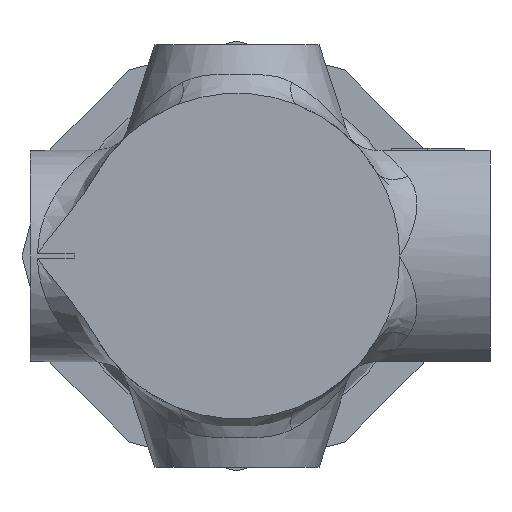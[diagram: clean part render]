
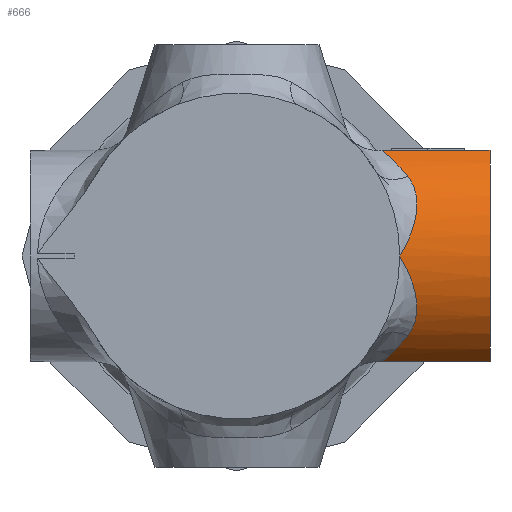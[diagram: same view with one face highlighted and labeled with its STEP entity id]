
A CAD part, front view. The second image highlights one B-rep face of the part: STEP entity #666.
In plain terms, the highlighted cylindrical face has radius 11.3 mm (diameter 22.6 mm), a partial arc.
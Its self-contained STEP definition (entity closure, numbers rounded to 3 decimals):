
#86 = EDGE_CURVE ( 'NONE', #6661, #1581, #7989, .T. ) ;
#97 = CARTESIAN_POINT ( 'NONE',  ( 15.409, -6.966, -7.155 ) ) ;
#143 = CARTESIAN_POINT ( 'NONE',  ( 15.474, -9.423, 1.511 ) ) ;
#187 = CARTESIAN_POINT ( 'NONE',  ( 15.587, -7.153, 6.926 ) ) ;
#268 = CARTESIAN_POINT ( 'NONE',  ( 16.181, -8.211, 5.29 ) ) ;
#318 = LINE ( 'NONE', #2876, #3204 ) ;
#319 = DIRECTION ( 'NONE',  ( 1., 0., 0. ) ) ;
#517 = CARTESIAN_POINT ( 'NONE',  ( 13.095, -4.3, 9.525 ) ) ;
#588 = CARTESIAN_POINT ( 'NONE',  ( 16.018, -9.097, -3.082 ) ) ;
#625 = CARTESIAN_POINT ( 'NONE',  ( 15.469, -9.425, -1.5 ) ) ;
#666 = ADVANCED_FACE ( 'NONE', ( #6513 ), #3324, .T. ) ;
#761 = CARTESIAN_POINT ( 'NONE',  ( 15.043, -6.579, -7.628 ) ) ;
#763 = VERTEX_POINT ( 'NONE', #6808 ) ;
#850 = CARTESIAN_POINT ( 'NONE',  ( 14.759, -9.52, 0.144 ) ) ;
#1204 = CARTESIAN_POINT ( 'NONE',  ( 13.881, -5.275, 8.847 ) ) ;
#1257 = CARTESIAN_POINT ( 'NONE',  ( 16.09, -9.002, -3.4 ) ) ;
#1377 = ORIENTED_EDGE ( 'NONE', *, *, #2203, .T. ) ;
#1437 = CARTESIAN_POINT ( 'NONE',  ( 13.095, -4.3, -9.525 ) ) ;
#1443 = CARTESIAN_POINT ( 'NONE',  ( 15.331, -9.46, 1.201 ) ) ;
#1516 = ORIENTED_EDGE ( 'NONE', *, *, #2401, .F. ) ;
#1573 = DIRECTION ( 'NONE',  ( -1., 0., 0. ) ) ;
#1581 = VERTEX_POINT ( 'NONE', #7690 ) ;
#1730 = EDGE_LOOP ( 'NONE', ( #1377, #2786, #1516, #7948, #1791, #3316, #1984 ) ) ;
#1791 = ORIENTED_EDGE ( 'NONE', *, *, #2977, .T. ) ;
#1984 = ORIENTED_EDGE ( 'NONE', *, *, #86, .T. ) ;
#2028 = CARTESIAN_POINT ( 'NONE',  ( 16.19, -8.774, 4.052 ) ) ;
#2154 = CARTESIAN_POINT ( 'NONE',  ( 15.409, -6.966, 7.155 ) ) ;
#2176 = AXIS2_PLACEMENT_3D ( 'NONE', #4776, #319, #5285 ) ;
#2203 = EDGE_CURVE ( 'NONE', #1581, #5168, #3325, .T. ) ;
#2401 = EDGE_CURVE ( 'NONE', #3017, #763, #6712, .T. ) ;
#2465 = CARTESIAN_POINT ( 'NONE',  ( 14.658, -6.162, 8.06 ) ) ;
#2516 = CARTESIAN_POINT ( 'NONE',  ( 15.975, -7.706, -6.149 ) ) ;
#2656 = CARTESIAN_POINT ( 'NONE',  ( 15.016, -9.505, 0.593 ) ) ;
#2686 = CARTESIAN_POINT ( 'NONE',  ( 22.8, 1.78, 0. ) ) ;
#2786 = ORIENTED_EDGE ( 'NONE', *, *, #3275, .T. ) ;
#2876 = CARTESIAN_POINT ( 'NONE',  ( 22.8, -4.3, 9.525 ) ) ;
#2977 = EDGE_CURVE ( 'NONE', #7629, #5033, #318, .T. ) ;
#3017 = VERTEX_POINT ( 'NONE', #3676 ) ;
#3021 = CARTESIAN_POINT ( 'NONE',  ( 14.67, -9.52, 0. ) ) ;
#3060 = CARTESIAN_POINT ( 'NONE',  ( 14.759, -9.52, -0.145 ) ) ;
#3146 = CARTESIAN_POINT ( 'NONE',  ( 16.181, -8.213, -5.286 ) ) ;
#3162 = CARTESIAN_POINT ( 'NONE',  ( 15.409, -6.966, -7.155 ) ) ;
#3185 = CARTESIAN_POINT ( 'NONE',  ( 15.738, -7.343, -6.676 ) ) ;
#3204 = VECTOR ( 'NONE', #1573, 1000. ) ;
#3275 = EDGE_CURVE ( 'NONE', #5168, #763, #3525, .T. ) ;
#3311 = CARTESIAN_POINT ( 'NONE',  ( 15.409, -6.966, 7.155 ) ) ;
#3316 = ORIENTED_EDGE ( 'NONE', *, *, #8106, .T. ) ;
#3324 = CYLINDRICAL_SURFACE ( 'NONE', #5722, 11.3 ) ;
#3325 = B_SPLINE_CURVE_WITH_KNOTS ( 'NONE', 3,
 ( #3021, #3060, #5091, #8278, #7515, #3784, #625, #6341, #5631, #588, #1257, #4412, #6420, #6891, #3146, #5590, #2516, #3185, #4333, #5759 ),
 .UNSPECIFIED., .F., .F.,
 ( 4, 2, 2, 2, 2, 2, 2, 2, 2, 4 ),
 ( 0., 0., 0.001, 0.002, 0.003, 0.004, 0.005, 0.006, 0.007, 0.008 ),
 .UNSPECIFIED. ) ;
#3334 = CARTESIAN_POINT ( 'NONE',  ( 15.856, -9.269, 2.455 ) ) ;
#3525 = B_SPLINE_CURVE_WITH_KNOTS ( 'NONE', 3,
 ( #97, #761, #7113, #4675, #7240, #1437 ),
 .UNSPECIFIED., .F., .F.,
 ( 4, 2, 4 ),
 ( 0., 0.002, 0.004 ),
 .UNSPECIFIED. ) ;
#3602 = CARTESIAN_POINT ( 'NONE',  ( 22.8, -4.3, -9.525 ) ) ;
#3676 = CARTESIAN_POINT ( 'NONE',  ( 22.8, -4.3, -9.525 ) ) ;
#3784 = CARTESIAN_POINT ( 'NONE',  ( 15.327, -9.461, -1.193 ) ) ;
#4098 = CARTESIAN_POINT ( 'NONE',  ( 16.21, -8.365, 4.988 ) ) ;
#4333 = CARTESIAN_POINT ( 'NONE',  ( 15.587, -7.154, -6.926 ) ) ;
#4366 = CARTESIAN_POINT ( 'NONE',  ( 15.409, -6.966, 7.155 ) ) ;
#4412 = CARTESIAN_POINT ( 'NONE',  ( 16.188, -8.781, -4.033 ) ) ;
#4675 = CARTESIAN_POINT ( 'NONE',  ( 13.879, -5.273, -8.849 ) ) ;
#4776 = CARTESIAN_POINT ( 'NONE',  ( 22.8, 1.78, 0. ) ) ;
#5033 = VERTEX_POINT ( 'NONE', #517 ) ;
#5091 = CARTESIAN_POINT ( 'NONE',  ( 14.847, -9.517, -0.293 ) ) ;
#5168 = VERTEX_POINT ( 'NONE', #3162 ) ;
#5237 = CARTESIAN_POINT ( 'NONE',  ( 14.847, -9.517, 0.294 ) ) ;
#5279 = CARTESIAN_POINT ( 'NONE',  ( 15.971, -7.699, 6.159 ) ) ;
#5285 = DIRECTION ( 'NONE',  ( 0., 0., -1. ) ) ;
#5350 = DIRECTION ( 'NONE',  ( -1., 0., 0. ) ) ;
#5590 = CARTESIAN_POINT ( 'NONE',  ( 16.063, -7.881, -5.871 ) ) ;
#5609 = VECTOR ( 'NONE', #6629, 1000. ) ;
#5624 = CARTESIAN_POINT ( 'NONE',  ( 13.095, -4.3, 9.525 ) ) ;
#5631 = CARTESIAN_POINT ( 'NONE',  ( 15.835, -9.257, -2.444 ) ) ;
#5722 = AXIS2_PLACEMENT_3D ( 'NONE', #2686, #5350, #7913 ) ;
#5759 = CARTESIAN_POINT ( 'NONE',  ( 15.409, -6.966, -7.155 ) ) ;
#5911 = CARTESIAN_POINT ( 'NONE',  ( 16.044, -9.111, 3.089 ) ) ;
#5960 = EDGE_CURVE ( 'NONE', #7629, #3017, #8197, .T. ) ;
#6034 = CARTESIAN_POINT ( 'NONE',  ( 16.06, -7.875, 5.88 ) ) ;
#6341 = CARTESIAN_POINT ( 'NONE',  ( 15.722, -9.323, -2.124 ) ) ;
#6420 = CARTESIAN_POINT ( 'NONE',  ( 16.214, -8.656, -4.348 ) ) ;
#6513 = FACE_OUTER_BOUND ( 'NONE', #1730, .T. ) ;
#6629 = DIRECTION ( 'NONE',  ( -1., 0., 0. ) ) ;
#6661 = VERTEX_POINT ( 'NONE', #3311 ) ;
#6696 = CARTESIAN_POINT ( 'NONE',  ( 15.734, -7.338, 6.682 ) ) ;
#6712 = LINE ( 'NONE', #3602, #5609 ) ;
#6808 = CARTESIAN_POINT ( 'NONE',  ( 13.095, -4.3, -9.525 ) ) ;
#6819 = CARTESIAN_POINT ( 'NONE',  ( 22.8, -4.3, 9.525 ) ) ;
#6891 = CARTESIAN_POINT ( 'NONE',  ( 16.211, -8.371, -4.977 ) ) ;
#6921 = CARTESIAN_POINT ( 'NONE',  ( 13.486, -4.804, 9.203 ) ) ;
#7113 = CARTESIAN_POINT ( 'NONE',  ( 14.659, -6.162, -8.06 ) ) ;
#7240 = CARTESIAN_POINT ( 'NONE',  ( 13.484, -4.802, -9.204 ) ) ;
#7329 = CARTESIAN_POINT ( 'NONE',  ( 15.097, -9.496, 0.744 ) ) ;
#7515 = CARTESIAN_POINT ( 'NONE',  ( 15.095, -9.497, -0.74 ) ) ;
#7629 = VERTEX_POINT ( 'NONE', #6819 ) ;
#7690 = CARTESIAN_POINT ( 'NONE',  ( 14.67, -9.52, 0. ) ) ;
#7840 = CARTESIAN_POINT ( 'NONE',  ( 16.215, -8.646, 4.37 ) ) ;
#7913 = DIRECTION ( 'NONE',  ( 0., 0., 1. ) ) ;
#7921 = CARTESIAN_POINT ( 'NONE',  ( 14.67, -9.52, 0. ) ) ;
#7948 = ORIENTED_EDGE ( 'NONE', *, *, #5960, .F. ) ;
#7989 = B_SPLINE_CURVE_WITH_KNOTS ( 'NONE', 3,
 ( #2154, #187, #6696, #5279, #6034, #268, #4098, #7840, #2028, #5911, #3334, #143, #1443, #7329, #2656, #5237, #850, #7921 ),
 .UNSPECIFIED., .F., .F.,
 ( 4, 2, 2, 2, 2, 2, 2, 2, 4 ),
 ( 0., 0.001, 0.002, 0.003, 0.004, 0.006, 0.007, 0.008, 0.008 ),
 .UNSPECIFIED. ) ;
#8106 = EDGE_CURVE ( 'NONE', #5033, #6661, #8117, .T. ) ;
#8117 = B_SPLINE_CURVE_WITH_KNOTS ( 'NONE', 3,
 ( #5624, #6921, #1204, #2465, #8269, #4366 ),
 .UNSPECIFIED., .F., .F.,
 ( 4, 2, 4 ),
 ( 0., 0.002, 0.004 ),
 .UNSPECIFIED. ) ;
#8197 = CIRCLE ( 'NONE', #2176, 11.3 ) ;
#8269 = CARTESIAN_POINT ( 'NONE',  ( 15.041, -6.577, 7.63 ) ) ;
#8278 = CARTESIAN_POINT ( 'NONE',  ( 15.014, -9.506, -0.591 ) ) ;
